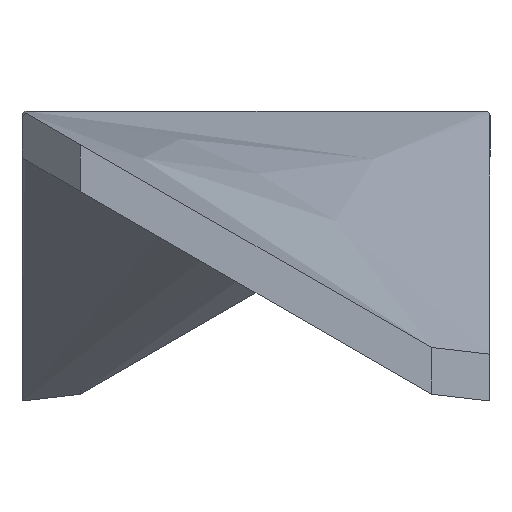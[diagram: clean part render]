
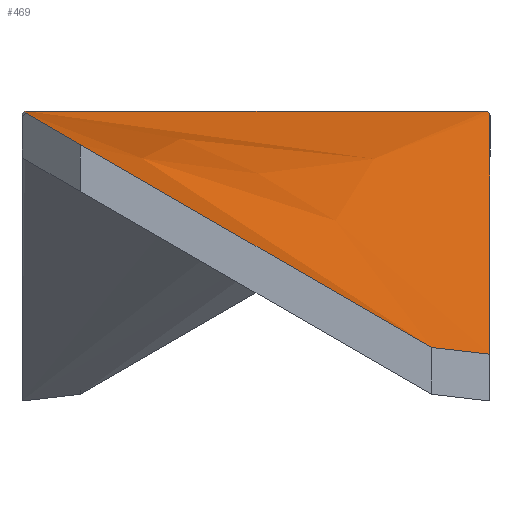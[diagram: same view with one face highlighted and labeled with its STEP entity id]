
A CAD part, left-side view. The second image highlights one B-rep face of the part: STEP entity #469.
In plain terms, the highlighted free-form (B-spline) face has degree [3, 1] with [4, 2] control points.
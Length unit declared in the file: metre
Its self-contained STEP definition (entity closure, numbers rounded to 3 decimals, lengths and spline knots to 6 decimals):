
#20=B_SPLINE_SURFACE_WITH_KNOTS('',3,1,((#798,#799),(#800,#801),(#802,#803),
(#804,#805)),.RULED_SURF.,.F.,.F.,.F.,(4,4),(2,2),(0.,0.999713),(0.,1.),
 .PIECEWISE_BEZIER_KNOTS.);
#41=B_SPLINE_CURVE_WITH_KNOTS('',3,(#806,#807,#808,#809),.UNSPECIFIED.,
 .F.,.F.,(4,4),(0.,0.000647),.UNSPECIFIED.);
#42=B_SPLINE_CURVE_WITH_KNOTS('',3,(#810,#811,#812,#813),.UNSPECIFIED.,
 .F.,.F.,(4,4),(0.,1.),.UNSPECIFIED.);
#43=B_SPLINE_CURVE_WITH_KNOTS('',3,(#815,#816,#817,#818),.UNSPECIFIED.,
 .F.,.F.,(4,4),(0.000552,0.007638),.UNSPECIFIED.);
#44=B_SPLINE_CURVE_WITH_KNOTS('',3,(#822,#823,#824,#825),.UNSPECIFIED.,
 .F.,.F.,(4,4),(0.,0.007095),.UNSPECIFIED.);
#53=LINE('',#630,#81);
#61=LINE('',#658,#89);
#78=LINE('',#820,#106);
#81=VECTOR('',#544,1.);
#89=VECTOR('',#554,1.);
#106=VECTOR('',#587,1.);
#168=ORIENTED_EDGE('',*,*,#256,.F.);
#169=ORIENTED_EDGE('',*,*,#292,.T.);
#170=ORIENTED_EDGE('',*,*,#246,.T.);
#171=ORIENTED_EDGE('',*,*,#293,.T.);
#172=ORIENTED_EDGE('',*,*,#294,.T.);
#173=ORIENTED_EDGE('',*,*,#295,.F.);
#174=ORIENTED_EDGE('',*,*,#296,.T.);
#246=EDGE_CURVE('',#312,#313,#53,.T.);
#256=EDGE_CURVE('',#322,#323,#61,.T.);
#292=EDGE_CURVE('',#322,#312,#41,.T.);
#293=EDGE_CURVE('',#313,#350,#42,.T.);
#294=EDGE_CURVE('',#350,#351,#43,.T.);
#295=EDGE_CURVE('',#352,#351,#78,.F.);
#296=EDGE_CURVE('',#352,#323,#44,.T.);
#312=VERTEX_POINT('',#631);
#313=VERTEX_POINT('',#632);
#322=VERTEX_POINT('',#657);
#323=VERTEX_POINT('',#659);
#350=VERTEX_POINT('',#814);
#351=VERTEX_POINT('',#819);
#352=VERTEX_POINT('',#821);
#381=EDGE_LOOP('',(#168,#169,#170,#171,#172,#173,#174));
#423=FACE_BOUND('',#381,.T.);
#469=ADVANCED_FACE('',(#423),#20,.T.);
#544=DIRECTION('',(0.,1.,0.));
#554=DIRECTION('',(-0.908,0.,-0.419));
#587=DIRECTION('',(0.,-0.866,-0.5));
#630=CARTESIAN_POINT('',(-0.1,0.,0.004));
#631=CARTESIAN_POINT('',(-0.1,-0.01975,0.004));
#632=CARTESIAN_POINT('',(-0.1,0.01975,0.004));
#657=CARTESIAN_POINT('',(-0.100541,-0.02,0.00375));
#658=CARTESIAN_POINT('',(-0.125,-0.02,-0.007547));
#659=CARTESIAN_POINT('',(-0.145,-0.02,-0.016785));
#798=CARTESIAN_POINT('',(-0.1,-0.02,0.004));
#799=CARTESIAN_POINT('',(-0.15,-0.02,-0.019094));
#800=CARTESIAN_POINT('',(-0.1,-0.00667,0.004));
#801=CARTESIAN_POINT('',(-0.15,-0.00667,-0.011398));
#802=CARTESIAN_POINT('',(-0.1,0.006659,0.004));
#803=CARTESIAN_POINT('',(-0.15,0.006659,-0.003702));
#804=CARTESIAN_POINT('',(-0.1,0.019989,0.004));
#805=CARTESIAN_POINT('',(-0.15,0.019989,0.003993));
#806=CARTESIAN_POINT('',(-0.100541,-0.02,0.00375));
#807=CARTESIAN_POINT('',(-0.100361,-0.019916,0.003834));
#808=CARTESIAN_POINT('',(-0.100181,-0.019833,0.003917));
#809=CARTESIAN_POINT('',(-0.1,-0.01975,0.004));
#810=CARTESIAN_POINT('',(-0.1,0.01975,0.004));
#811=CARTESIAN_POINT('',(-0.118464,0.019696,0.003947));
#812=CARTESIAN_POINT('',(-0.133586,0.019657,0.00387));
#813=CARTESIAN_POINT('',(-0.145366,0.019634,0.003808));
#814=CARTESIAN_POINT('',(-0.145366,0.019634,0.003808));
#815=CARTESIAN_POINT('',(-0.145366,0.019634,0.003808));
#816=CARTESIAN_POINT('',(-0.146931,0.018069,0.002982));
#817=CARTESIAN_POINT('',(-0.148476,0.016524,0.002081));
#818=CARTESIAN_POINT('',(-0.15,0.015,0.001113));
#819=CARTESIAN_POINT('',(-0.15,0.015,0.001113));
#820=CARTESIAN_POINT('',(-0.15,0.,-0.007547));
#821=CARTESIAN_POINT('',(-0.15,-0.015,-0.016207));
#822=CARTESIAN_POINT('',(-0.15,-0.015,-0.016207));
#823=CARTESIAN_POINT('',(-0.148339,-0.016661,-0.016495));
#824=CARTESIAN_POINT('',(-0.146672,-0.018328,-0.016688));
#825=CARTESIAN_POINT('',(-0.145,-0.02,-0.016785));
